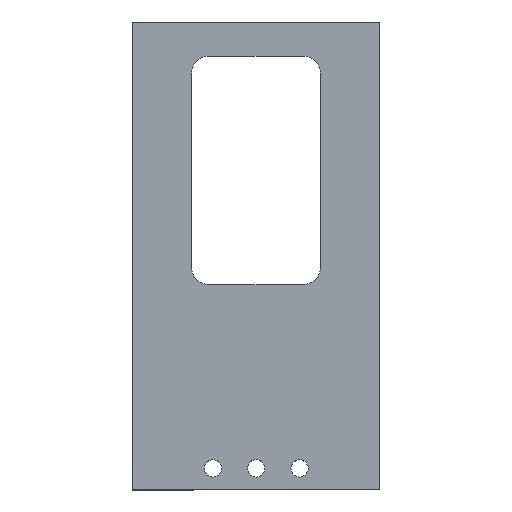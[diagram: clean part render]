
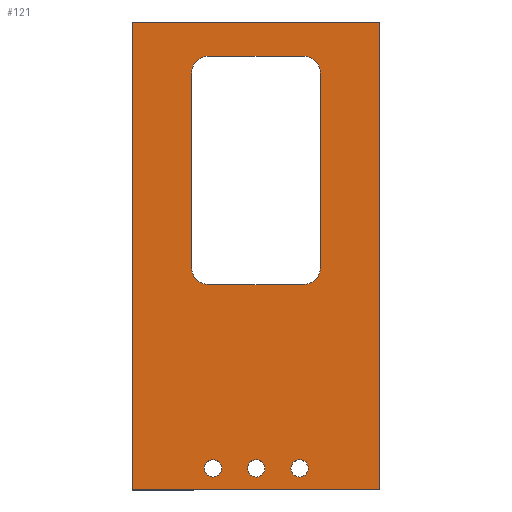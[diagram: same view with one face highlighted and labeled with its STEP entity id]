
A CAD part, top view. The second image highlights one B-rep face of the part: STEP entity #121.
In plain terms, the highlighted planar face has unit normal (0, 0, 1).
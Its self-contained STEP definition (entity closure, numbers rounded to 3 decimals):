
#44=PLANE('',#896);
#64=FACE_BOUND('',#242,.T.);
#65=FACE_BOUND('',#243,.T.);
#66=FACE_BOUND('',#244,.T.);
#67=FACE_BOUND('',#245,.T.);
#68=FACE_BOUND('',#246,.T.);
#121=ADVANCED_FACE('',(#64,#65,#66,#67,#68),#44,.T.);
#242=EDGE_LOOP('',(#542,#543,#544,#545,#546,#547,#548,#549));
#243=EDGE_LOOP('',(#550,#551,#552,#553));
#244=EDGE_LOOP('',(#554,#555));
#245=EDGE_LOOP('',(#556,#557));
#246=EDGE_LOOP('',(#558,#559));
#284=LINE('',#1374,#340);
#288=LINE('',#1382,#344);
#290=LINE('',#1386,#346);
#295=LINE('',#1396,#351);
#298=LINE('',#1403,#354);
#301=LINE('',#1408,#357);
#304=LINE('',#1419,#360);
#305=LINE('',#1422,#361);
#340=VECTOR('',#1090,1.);
#344=VECTOR('',#1096,1.);
#346=VECTOR('',#1100,1.);
#351=VECTOR('',#1107,1.);
#354=VECTOR('',#1112,1.);
#357=VECTOR('',#1117,1.);
#360=VECTOR('',#1130,1.);
#361=VECTOR('',#1133,1.);
#542=ORIENTED_EDGE('',*,*,#742,.F.);
#543=ORIENTED_EDGE('',*,*,#753,.T.);
#544=ORIENTED_EDGE('',*,*,#754,.T.);
#545=ORIENTED_EDGE('',*,*,#755,.T.);
#546=ORIENTED_EDGE('',*,*,#737,.F.);
#547=ORIENTED_EDGE('',*,*,#727,.T.);
#548=ORIENTED_EDGE('',*,*,#731,.T.);
#549=ORIENTED_EDGE('',*,*,#723,.T.);
#550=ORIENTED_EDGE('',*,*,#756,.T.);
#551=ORIENTED_EDGE('',*,*,#745,.F.);
#552=ORIENTED_EDGE('',*,*,#748,.T.);
#553=ORIENTED_EDGE('',*,*,#735,.F.);
#554=ORIENTED_EDGE('',*,*,#722,.F.);
#555=ORIENTED_EDGE('',*,*,#653,.F.);
#556=ORIENTED_EDGE('',*,*,#718,.F.);
#557=ORIENTED_EDGE('',*,*,#661,.F.);
#558=ORIENTED_EDGE('',*,*,#714,.F.);
#559=ORIENTED_EDGE('',*,*,#669,.F.);
#582=VERTEX_POINT('',#1153);
#583=VERTEX_POINT('',#1155);
#590=VERTEX_POINT('',#1171);
#591=VERTEX_POINT('',#1173);
#598=VERTEX_POINT('',#1189);
#599=VERTEX_POINT('',#1191);
#627=VERTEX_POINT('',#1357);
#628=VERTEX_POINT('',#1358);
#631=VERTEX_POINT('',#1366);
#632=VERTEX_POINT('',#1367);
#637=VERTEX_POINT('',#1381);
#638=VERTEX_POINT('',#1383);
#639=VERTEX_POINT('',#1387);
#642=VERTEX_POINT('',#1395);
#645=VERTEX_POINT('',#1402);
#646=VERTEX_POINT('',#1404);
#649=VERTEX_POINT('',#1418);
#650=VERTEX_POINT('',#1420);
#653=EDGE_CURVE('',#582,#583,#760,.T.);
#661=EDGE_CURVE('',#590,#591,#764,.T.);
#669=EDGE_CURVE('',#598,#599,#768,.T.);
#714=EDGE_CURVE('',#599,#598,#790,.T.);
#718=EDGE_CURVE('',#591,#590,#794,.T.);
#722=EDGE_CURVE('',#583,#582,#798,.T.);
#723=EDGE_CURVE('',#627,#628,#799,.T.);
#727=EDGE_CURVE('',#631,#632,#801,.T.);
#731=EDGE_CURVE('',#632,#627,#284,.T.);
#735=EDGE_CURVE('',#637,#638,#288,.T.);
#737=EDGE_CURVE('',#631,#639,#290,.T.);
#742=EDGE_CURVE('',#642,#628,#295,.T.);
#745=EDGE_CURVE('',#645,#646,#298,.T.);
#748=EDGE_CURVE('',#645,#638,#301,.T.);
#753=EDGE_CURVE('',#642,#649,#805,.T.);
#754=EDGE_CURVE('',#649,#650,#304,.T.);
#755=EDGE_CURVE('',#650,#639,#806,.T.);
#756=EDGE_CURVE('',#637,#646,#305,.T.);
#760=CIRCLE('',#809,1.6);
#764=CIRCLE('',#815,1.6);
#768=CIRCLE('',#821,1.6);
#790=CIRCLE('',#863,1.6);
#794=CIRCLE('',#870,1.6);
#798=CIRCLE('',#877,1.6);
#799=CIRCLE('',#879,3.175);
#801=CIRCLE('',#882,3.175);
#805=CIRCLE('',#894,3.175);
#806=CIRCLE('',#895,3.175);
#809=AXIS2_PLACEMENT_3D('',#1154,#907,#908);
#815=AXIS2_PLACEMENT_3D('',#1172,#923,#924);
#821=AXIS2_PLACEMENT_3D('',#1190,#939,#940);
#863=AXIS2_PLACEMENT_3D('',#1340,#1042,#1043);
#870=AXIS2_PLACEMENT_3D('',#1347,#1056,#1057);
#877=AXIS2_PLACEMENT_3D('',#1354,#1070,#1071);
#879=AXIS2_PLACEMENT_3D('',#1356,#1074,#1075);
#882=AXIS2_PLACEMENT_3D('',#1365,#1082,#1083);
#894=AXIS2_PLACEMENT_3D('',#1417,#1128,#1129);
#895=AXIS2_PLACEMENT_3D('',#1421,#1131,#1132);
#896=AXIS2_PLACEMENT_3D('',#1423,#1134,#1135);
#907=DIRECTION('',(0.,0.,1.));
#908=DIRECTION('',(1.,0.,0.));
#923=DIRECTION('',(0.,0.,1.));
#924=DIRECTION('',(1.,0.,0.));
#939=DIRECTION('',(0.,0.,1.));
#940=DIRECTION('',(1.,0.,0.));
#1042=DIRECTION('',(0.,0.,1.));
#1043=DIRECTION('',(1.,0.,0.));
#1056=DIRECTION('',(0.,0.,1.));
#1057=DIRECTION('',(1.,0.,0.));
#1070=DIRECTION('',(0.,0.,1.));
#1071=DIRECTION('',(1.,0.,0.));
#1074=DIRECTION('',(0.,0.,-1.));
#1075=DIRECTION('',(1.,0.,0.));
#1082=DIRECTION('',(0.,0.,-1.));
#1083=DIRECTION('',(1.,0.,0.));
#1090=DIRECTION('',(-1.,0.,0.));
#1096=DIRECTION('',(0.,-1.,0.));
#1100=DIRECTION('',(0.,1.,0.));
#1107=DIRECTION('',(0.,-1.,0.));
#1112=DIRECTION('',(0.,1.,0.));
#1117=DIRECTION('',(1.,0.,0.));
#1128=DIRECTION('',(0.,0.,-1.));
#1129=DIRECTION('',(1.,0.,0.));
#1130=DIRECTION('',(1.,0.,0.));
#1131=DIRECTION('',(0.,0.,-1.));
#1132=DIRECTION('',(1.,0.,0.));
#1133=DIRECTION('',(-1.,0.,0.));
#1134=DIRECTION('',(0.,0.,1.));
#1135=DIRECTION('',(-1.,0.,0.));
#1153=CARTESIAN_POINT('',(6.4,4.,6.35));
#1154=CARTESIAN_POINT('',(8.,4.,6.35));
#1155=CARTESIAN_POINT('',(9.6,4.,6.35));
#1171=CARTESIAN_POINT('',(22.5,4.,6.35));
#1172=CARTESIAN_POINT('',(24.1,4.,6.35));
#1173=CARTESIAN_POINT('',(25.7,4.,6.35));
#1189=CARTESIAN_POINT('',(14.45,4.,6.35));
#1190=CARTESIAN_POINT('',(16.05,4.,6.35));
#1191=CARTESIAN_POINT('',(17.65,4.,6.35));
#1340=CARTESIAN_POINT('',(16.05,4.,6.35));
#1347=CARTESIAN_POINT('',(24.1,4.,6.35));
#1354=CARTESIAN_POINT('',(8.,4.,6.35));
#1356=CARTESIAN_POINT('',(7.175,41.38,6.35));
#1357=CARTESIAN_POINT('',(7.175,38.205,6.35));
#1358=CARTESIAN_POINT('',(4.,41.38,6.35));
#1365=CARTESIAN_POINT('',(24.825,41.38,6.35));
#1366=CARTESIAN_POINT('',(28.,41.38,6.35));
#1367=CARTESIAN_POINT('',(24.825,38.205,6.35));
#1374=CARTESIAN_POINT('',(28.,38.205,6.35));
#1381=CARTESIAN_POINT('',(39.,87.055,6.35));
#1382=CARTESIAN_POINT('',(39.,46.575,6.35));
#1383=CARTESIAN_POINT('',(39.,0.,6.35));
#1386=CARTESIAN_POINT('',(28.,39.075,6.35));
#1387=CARTESIAN_POINT('',(28.,77.53,6.35));
#1395=CARTESIAN_POINT('',(4.,77.53,6.35));
#1396=CARTESIAN_POINT('',(4.,46.575,6.35));
#1402=CARTESIAN_POINT('',(-7.,0.,6.35));
#1403=CARTESIAN_POINT('',(-7.,39.075,6.35));
#1404=CARTESIAN_POINT('',(-7.,87.055,6.35));
#1408=CARTESIAN_POINT('',(0.,0.,6.35));
#1417=CARTESIAN_POINT('',(7.175,77.53,6.35));
#1418=CARTESIAN_POINT('',(7.175,80.705,6.35));
#1419=CARTESIAN_POINT('',(4.,80.705,6.35));
#1420=CARTESIAN_POINT('',(24.825,80.705,6.35));
#1421=CARTESIAN_POINT('',(24.825,77.53,6.35));
#1422=CARTESIAN_POINT('',(-7.,87.055,6.35));
#1423=CARTESIAN_POINT('',(0.,0.,6.35));
